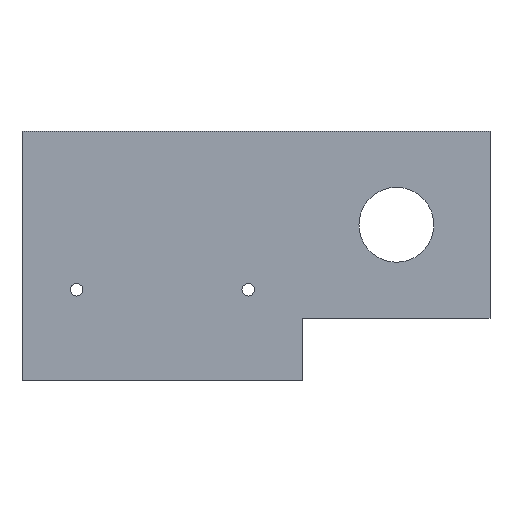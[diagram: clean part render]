
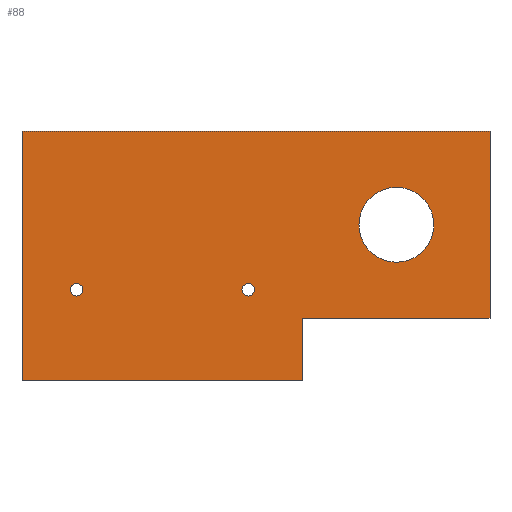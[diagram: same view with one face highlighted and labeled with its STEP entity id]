
A CAD part, front view. The second image highlights one B-rep face of the part: STEP entity #88.
In plain terms, the highlighted planar face has unit normal (0, -1, 0).
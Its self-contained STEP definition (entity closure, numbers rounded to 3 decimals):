
#88=ADVANCED_FACE('',(#132,#133,#134,#135),#136,.F.);
#132=FACE_BOUND('',#189,.T.);
#133=FACE_BOUND('',#190,.T.);
#134=FACE_BOUND('',#191,.T.);
#135=FACE_OUTER_BOUND('',#192,.T.);
#136=PLANE('',#193);
#189=EDGE_LOOP('',(#286));
#190=EDGE_LOOP('',(#287));
#191=EDGE_LOOP('',(#288));
#192=EDGE_LOOP('',(#289,#290,#291,#292,#293,#294));
#193=AXIS2_PLACEMENT_3D('',#295,#296,#297);
#286=ORIENTED_EDGE('',*,*,#342,.T.);
#287=ORIENTED_EDGE('',*,*,#344,.T.);
#288=ORIENTED_EDGE('',*,*,#346,.T.);
#289=ORIENTED_EDGE('',*,*,#358,.T.);
#290=ORIENTED_EDGE('',*,*,#364,.T.);
#291=ORIENTED_EDGE('',*,*,#370,.F.);
#292=ORIENTED_EDGE('',*,*,#371,.F.);
#293=ORIENTED_EDGE('',*,*,#372,.T.);
#294=ORIENTED_EDGE('',*,*,#373,.F.);
#295=CARTESIAN_POINT('',(0.0,-25.0,40.0));
#296=DIRECTION('',(0.0,1.0,0.0));
#297=DIRECTION('',(0.0,0.0,1.0));
#342=EDGE_CURVE('',#380,#380,#381,.T.);
#344=EDGE_CURVE('',#384,#384,#385,.T.);
#346=EDGE_CURVE('',#388,#388,#389,.T.);
#358=EDGE_CURVE('',#413,#411,#414,.T.);
#364=EDGE_CURVE('',#411,#422,#424,.T.);
#370=EDGE_CURVE('',#433,#422,#434,.T.);
#371=EDGE_CURVE('',#435,#433,#436,.T.);
#372=EDGE_CURVE('',#435,#437,#438,.T.);
#373=EDGE_CURVE('',#413,#437,#439,.T.);
#380=VERTEX_POINT('',#448);
#381=CIRCLE('',#449,2.0);
#384=VERTEX_POINT('',#452);
#385=CIRCLE('',#453,2.0);
#388=VERTEX_POINT('',#456);
#389=CIRCLE('',#457,12.0);
#411=VERTEX_POINT('',#480);
#413=VERTEX_POINT('',#483);
#414=LINE('',#484,#485);
#422=VERTEX_POINT('',#497);
#424=LINE('',#500,#501);
#433=VERTEX_POINT('',#515);
#434=LINE('',#516,#517);
#435=VERTEX_POINT('',#518);
#436=LINE('',#519,#520);
#437=VERTEX_POINT('',#521);
#438=LINE('',#522,#523);
#439=LINE('',#524,#525);
#448=CARTESIAN_POINT('',(-2.5,-25.0,27.15));
#449=AXIS2_PLACEMENT_3D('',#540,#541,#542);
#452=CARTESIAN_POINT('',(-57.5,-25.0,27.15));
#453=AXIS2_PLACEMENT_3D('',#546,#547,#548);
#456=CARTESIAN_POINT('',(45.0,-25.0,38.0));
#457=AXIS2_PLACEMENT_3D('',#552,#553,#554);
#480=CARTESIAN_POINT('',(15.0,-25.0,20.0));
#483=CARTESIAN_POINT('',(15.0,-25.0,0.0));
#484=CARTESIAN_POINT('',(15.0,-25.0,25.0));
#485=VECTOR('',#584,1.0);
#497=CARTESIAN_POINT('',(75.0,-25.0,20.0));
#500=CARTESIAN_POINT('',(22.5,-25.0,20.0));
#501=VECTOR('',#590,1.0);
#515=CARTESIAN_POINT('',(75.0,-25.0,80.0));
#516=CARTESIAN_POINT('',(75.0,-25.0,40.0));
#517=VECTOR('',#596,1.0);
#518=CARTESIAN_POINT('',(-75.0,-25.0,80.0));
#519=CARTESIAN_POINT('',(0.0,-25.0,80.0));
#520=VECTOR('',#597,1.0);
#521=CARTESIAN_POINT('',(-75.0,-25.0,0.0));
#522=CARTESIAN_POINT('',(-75.0,-25.0,40.0));
#523=VECTOR('',#598,1.0);
#524=CARTESIAN_POINT('',(0.0,-25.0,0.0));
#525=VECTOR('',#599,1.0);
#540=CARTESIAN_POINT('',(-2.5,-25.0,29.15));
#541=DIRECTION('',(0.0,1.0,0.0));
#542=DIRECTION('',(0.0,0.0,-1.0));
#546=CARTESIAN_POINT('',(-57.5,-25.0,29.15));
#547=DIRECTION('',(0.0,1.0,0.0));
#548=DIRECTION('',(0.0,0.0,-1.0));
#552=CARTESIAN_POINT('',(45.0,-25.0,50.0));
#553=DIRECTION('',(0.0,1.0,0.0));
#554=DIRECTION('',(0.0,0.0,-1.0));
#584=DIRECTION('',(0.0,0.0,1.0));
#590=DIRECTION('',(1.0,0.0,0.0));
#596=DIRECTION('',(0.0,0.0,-1.0));
#597=DIRECTION('',(1.0,0.0,0.0));
#598=DIRECTION('',(0.0,0.0,-1.0));
#599=DIRECTION('',(-1.0,0.0,0.0));
